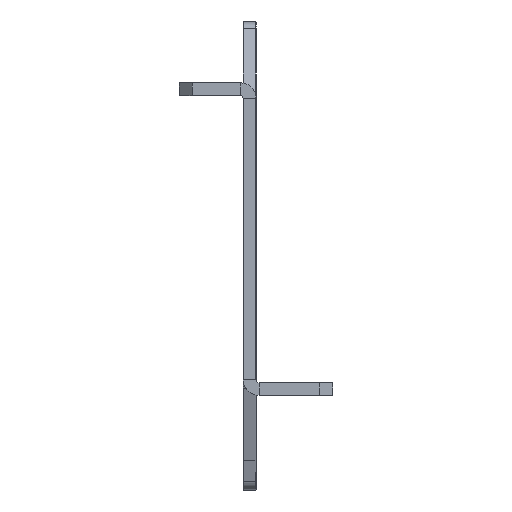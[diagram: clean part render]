
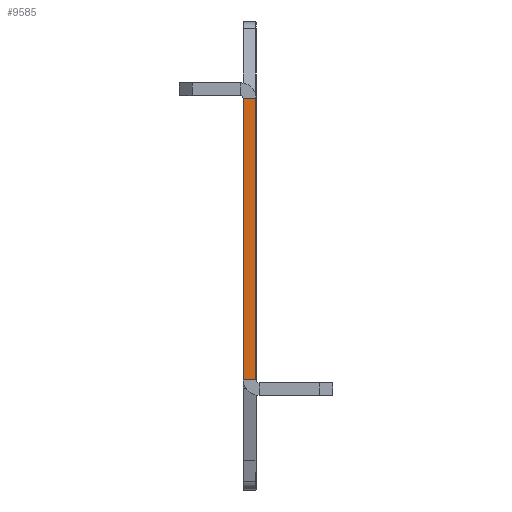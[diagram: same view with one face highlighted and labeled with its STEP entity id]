
A CAD part, left-side view. The second image highlights one B-rep face of the part: STEP entity #9585.
In plain terms, the highlighted planar face has unit normal (-1, 0, 0).
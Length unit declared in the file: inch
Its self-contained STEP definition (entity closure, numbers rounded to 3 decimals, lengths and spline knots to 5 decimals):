
#638 = FACE_OUTER_BOUND ( 'NONE', #1647, .T. ) ;
#968 = LINE ( 'NONE', #8702, #5456 ) ;
#1589 = VERTEX_POINT ( 'NONE', #4203 ) ;
#1647 = EDGE_LOOP ( 'NONE', ( #4619, #11481, #10682, #5687 ) ) ;
#1871 = DIRECTION ( 'NONE',  ( 0., 1., 0. ) ) ;
#2299 = PLANE ( 'NONE',  #11025 ) ;
#3654 = VERTEX_POINT ( 'NONE', #8085 ) ;
#4203 = CARTESIAN_POINT ( 'NONE',  ( 0., 0.125, 0. ) ) ;
#4249 = DIRECTION ( 'NONE',  ( 0., 0., 1. ) ) ;
#4450 = DIRECTION ( 'NONE',  ( 0., 1., 0. ) ) ;
#4524 = EDGE_CURVE ( 'NONE', #11797, #10309, #968, .T. ) ;
#4619 = ORIENTED_EDGE ( 'NONE', *, *, #10135, .F. ) ;
#5052 = EDGE_CURVE ( 'NONE', #10309, #1589, #11210, .T. ) ;
#5331 = LINE ( 'NONE', #7039, #5871 ) ;
#5456 = VECTOR ( 'NONE', #6595, 39.37008 ) ;
#5687 = ORIENTED_EDGE ( 'NONE', *, *, #7589, .F. ) ;
#5871 = VECTOR ( 'NONE', #4249, 39.37008 ) ;
#6001 = CARTESIAN_POINT ( 'NONE',  ( 0., 0., -2.75 ) ) ;
#6078 = CARTESIAN_POINT ( 'NONE',  ( 0., 0., 0. ) ) ;
#6341 = DIRECTION ( 'NONE',  ( 1., 0., 0. ) ) ;
#6595 = DIRECTION ( 'NONE',  ( 0., 0., 1. ) ) ;
#6970 = VECTOR ( 'NONE', #4450, 39.37008 ) ;
#7039 = CARTESIAN_POINT ( 'NONE',  ( 0., 0.125, 0. ) ) ;
#7464 = VECTOR ( 'NONE', #1871, 39.37008 ) ;
#7589 = EDGE_CURVE ( 'NONE', #3654, #1589, #5331, .T. ) ;
#8085 = CARTESIAN_POINT ( 'NONE',  ( 0., 0.125, -2.75 ) ) ;
#8180 = CARTESIAN_POINT ( 'NONE',  ( 0., 0.125, 0. ) ) ;
#8702 = CARTESIAN_POINT ( 'NONE',  ( 0., 0., -2.75 ) ) ;
#9585 = ADVANCED_FACE ( 'NONE', ( #638 ), #2299, .F. ) ;
#10135 = EDGE_CURVE ( 'NONE', #11797, #3654, #10240, .T. ) ;
#10237 = DIRECTION ( 'NONE',  ( 0., 0., 1. ) ) ;
#10240 = LINE ( 'NONE', #11235, #7464 ) ;
#10309 = VERTEX_POINT ( 'NONE', #6078 ) ;
#10682 = ORIENTED_EDGE ( 'NONE', *, *, #5052, .T. ) ;
#11025 = AXIS2_PLACEMENT_3D ( 'NONE', #8180, #6341, #10237 ) ;
#11210 = LINE ( 'NONE', #11322, #6970 ) ;
#11235 = CARTESIAN_POINT ( 'NONE',  ( 0., 0.125, -2.75 ) ) ;
#11322 = CARTESIAN_POINT ( 'NONE',  ( 0., 0.125, 0. ) ) ;
#11481 = ORIENTED_EDGE ( 'NONE', *, *, #4524, .T. ) ;
#11797 = VERTEX_POINT ( 'NONE', #6001 ) ;
